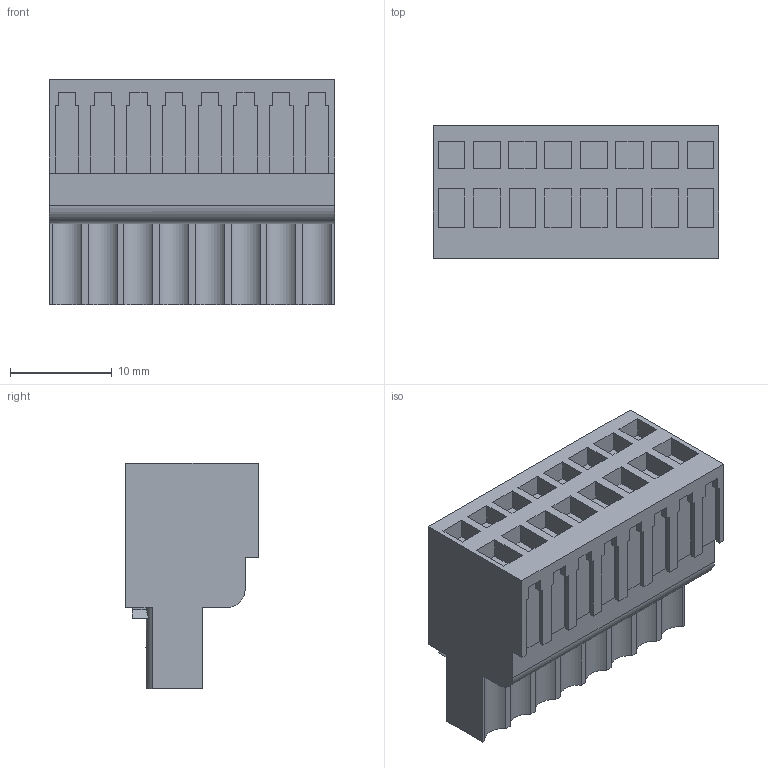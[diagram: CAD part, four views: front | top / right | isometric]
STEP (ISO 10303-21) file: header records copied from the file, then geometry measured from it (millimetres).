
FILE_DESCRIPTION(('CATIA V5 STEP Exchange','CAx-IF Rec.Pracs.--- Model Styling and Organization---1.2---2011-12-15'),'2;1');
FILE_NAME ('D1454551_0_1690480099_1690480099.stp','2017-05-25T09:24:08+00:00',('none'),('Weidmueller'),'CATIA Version 5-6 Release 2014','CATIA V5 STEP AP214','none');
FILE_SCHEMA(('AUTOMOTIVE_DESIGN { 1 0 10303 214 1 1 1 1 }'));
Length unit declared in the file: millimetre
Products named in the file (1): 1690480099
Bounding box: 28 x 13 x 22.1 mm (x, y, z)
Volume: 5416.1 mm3; surface area: 3372.2 mm2
Topology: 1 solids, 1 shells, 453 faces, 1268 edges, 857 vertices
Faces by surface type: plane 436, cylinder 17
Entity records: 13528 total; most frequent: ORIENTED_EDGE 2536, CARTESIAN_POINT 2474, DIRECTION 1829, EDGE_CURVE 1268, VECTOR 1186, LINE 1186, VERTEX_POINT 857, EDGE_LOOP 493
